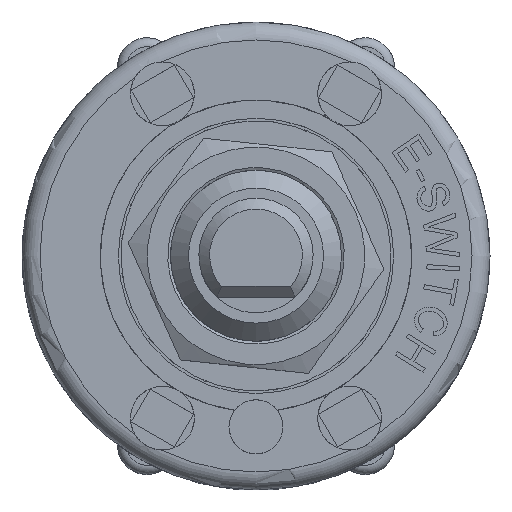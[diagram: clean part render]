
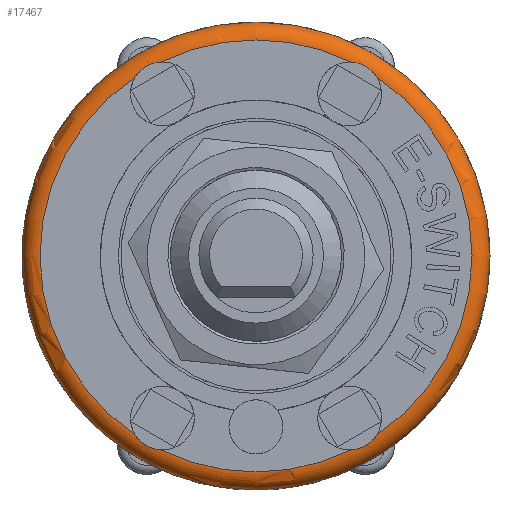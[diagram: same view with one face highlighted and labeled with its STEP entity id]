
A CAD part, top view. The second image highlights one B-rep face of the part: STEP entity #17467.
In plain terms, the highlighted toroidal (fillet/blend) face has major radius 12 mm and minor radius 1 mm.
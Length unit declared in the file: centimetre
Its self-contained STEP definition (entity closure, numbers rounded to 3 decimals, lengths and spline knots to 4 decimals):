
#26=TOROIDAL_SURFACE('',#18533,1.2,0.1);
#1276=B_SPLINE_CURVE_WITH_KNOTS('',3,(#29952,#29953,#29954,#29955,#29956,
#29957,#29958,#29959,#29960,#29961,#29962,#29963),.UNSPECIFIED.,.F.,.F.,
(4,2,2,2,2,4),(-0.2692,-0.2446,-0.216,
-0.1921,-0.1645,-0.1357),.UNSPECIFIED.);
#1277=B_SPLINE_CURVE_WITH_KNOTS('',3,(#29975,#29976,#29977,#29978,#29979,
#29980,#29981,#29982,#29983,#29984,#29985,#29986),.UNSPECIFIED.,.F.,.F.,
(4,2,2,2,2,4),(-0.2692,-0.2446,-0.216,
-0.1921,-0.1645,-0.1357),.UNSPECIFIED.);
#1278=B_SPLINE_CURVE_WITH_KNOTS('',3,(#30003,#30004,#30005,#30006,#30007,
#30008,#30009,#30010,#30011,#30012,#30013,#30014),.UNSPECIFIED.,.F.,.F.,
(4,2,2,2,2,4),(-0.2692,-0.2446,-0.216,
-0.1921,-0.1645,-0.1357),.UNSPECIFIED.);
#1279=B_SPLINE_CURVE_WITH_KNOTS('',3,(#30036,#30037,#30038,#30039,#30040,
#30041,#30042,#30043,#30044,#30045,#30046,#30047),.UNSPECIFIED.,.F.,.F.,
(4,2,2,2,2,4),(-0.2692,-0.2446,-0.216,
-0.1921,-0.1645,-0.1357),.UNSPECIFIED.);
#2157=FACE_OUTER_BOUND('',#3178,.T.);
#3178=EDGE_LOOP('',(#16134,#16135,#16136,#16137,#16138,#16139,#16140,#16141,
#16142,#16143,#16144,#16145));
#7172=CIRCLE('',#18486,1.3);
#7199=CIRCLE('',#18534,0.1);
#7200=CIRCLE('',#18535,1.2);
#7201=CIRCLE('',#18536,1.2);
#7202=CIRCLE('',#18537,1.2);
#7203=CIRCLE('',#18538,1.2);
#7204=CIRCLE('',#18539,1.2);
#8827=VERTEX_POINT('',#29914);
#8835=VERTEX_POINT('',#29950);
#8836=VERTEX_POINT('',#29951);
#8839=VERTEX_POINT('',#29973);
#8840=VERTEX_POINT('',#29974);
#8845=VERTEX_POINT('',#30001);
#8846=VERTEX_POINT('',#30002);
#8853=VERTEX_POINT('',#30034);
#8854=VERTEX_POINT('',#30035);
#8857=VERTEX_POINT('',#30057);
#11298=EDGE_CURVE('',#8827,#8827,#7172,.T.);
#11316=EDGE_CURVE('',#8835,#8836,#1276,.T.);
#11322=EDGE_CURVE('',#8839,#8840,#1277,.T.);
#11330=EDGE_CURVE('',#8845,#8846,#1278,.T.);
#11340=EDGE_CURVE('',#8853,#8854,#1279,.T.);
#11346=EDGE_CURVE('',#8827,#8857,#7199,.T.);
#11347=EDGE_CURVE('',#8857,#8845,#7200,.T.);
#11348=EDGE_CURVE('',#8846,#8839,#7201,.T.);
#11349=EDGE_CURVE('',#8840,#8835,#7202,.T.);
#11350=EDGE_CURVE('',#8836,#8853,#7203,.T.);
#11351=EDGE_CURVE('',#8854,#8857,#7204,.T.);
#16134=ORIENTED_EDGE('',*,*,#11298,.T.);
#16135=ORIENTED_EDGE('',*,*,#11346,.T.);
#16136=ORIENTED_EDGE('',*,*,#11347,.T.);
#16137=ORIENTED_EDGE('',*,*,#11330,.T.);
#16138=ORIENTED_EDGE('',*,*,#11348,.T.);
#16139=ORIENTED_EDGE('',*,*,#11322,.T.);
#16140=ORIENTED_EDGE('',*,*,#11349,.T.);
#16141=ORIENTED_EDGE('',*,*,#11316,.T.);
#16142=ORIENTED_EDGE('',*,*,#11350,.T.);
#16143=ORIENTED_EDGE('',*,*,#11340,.T.);
#16144=ORIENTED_EDGE('',*,*,#11351,.T.);
#16145=ORIENTED_EDGE('',*,*,#11346,.F.);
#17467=ADVANCED_FACE('',(#2157),#26,.T.);
#18486=AXIS2_PLACEMENT_3D('',#29915,#22310,#22311);
#18533=AXIS2_PLACEMENT_3D('',#30056,#22421,#22422);
#18534=AXIS2_PLACEMENT_3D('',#30058,#22423,#22424);
#18535=AXIS2_PLACEMENT_3D('',#30059,#22425,#22426);
#18536=AXIS2_PLACEMENT_3D('',#30060,#22427,#22428);
#18537=AXIS2_PLACEMENT_3D('',#30061,#22429,#22430);
#18538=AXIS2_PLACEMENT_3D('',#30062,#22431,#22432);
#18539=AXIS2_PLACEMENT_3D('',#30063,#22433,#22434);
#22310=DIRECTION('center_axis',(0.,0.,1.));
#22311=DIRECTION('ref_axis',(-1.,0.,0.));
#22421=DIRECTION('center_axis',(0.,0.,-1.));
#22422=DIRECTION('ref_axis',(-1.,0.,0.));
#22423=DIRECTION('center_axis',(0.,-1.,0.));
#22424=DIRECTION('ref_axis',(1.,0.,0.));
#22425=DIRECTION('center_axis',(0.,0.,-1.));
#22426=DIRECTION('ref_axis',(-1.,0.,0.));
#22427=DIRECTION('center_axis',(0.,0.,-1.));
#22428=DIRECTION('ref_axis',(-1.,0.,0.));
#22429=DIRECTION('center_axis',(0.,0.,-1.));
#22430=DIRECTION('ref_axis',(-1.,0.,0.));
#22431=DIRECTION('center_axis',(0.,0.,-1.));
#22432=DIRECTION('ref_axis',(-1.,0.,0.));
#22433=DIRECTION('center_axis',(0.,0.,-1.));
#22434=DIRECTION('ref_axis',(-1.,0.,0.));
#29914=CARTESIAN_POINT('',(1.3,0.,0.95));
#29915=CARTESIAN_POINT('Origin',(0.,0.,0.95));
#29950=CARTESIAN_POINT('',(-0.67,0.9955,1.05));
#29951=CARTESIAN_POINT('',(-0.5271,1.078,1.05));
#29952=CARTESIAN_POINT('Ctrl Pts',(-0.67,0.9955,
1.05));
#29953=CARTESIAN_POINT('Ctrl Pts',(-0.6646,1.0041,
1.05));
#29954=CARTESIAN_POINT('Ctrl Pts',(-0.6583,1.0124,
1.0498));
#29955=CARTESIAN_POINT('Ctrl Pts',(-0.6428,1.0294,
1.0491));
#29956=CARTESIAN_POINT('Ctrl Pts',(-0.6335,1.0377,
1.0488));
#29957=CARTESIAN_POINT('Ctrl Pts',(-0.615,1.051,1.0484));
#29958=CARTESIAN_POINT('Ctrl Pts',(-0.6061,1.0563,
1.0484));
#29959=CARTESIAN_POINT('Ctrl Pts',(-0.5859,1.0659,1.0487));
#29960=CARTESIAN_POINT('Ctrl Pts',(-0.5747,1.07,1.049));
#29961=CARTESIAN_POINT('Ctrl Pts',(-0.551,1.0759,1.0497));
#29962=CARTESIAN_POINT('Ctrl Pts',(-0.539,1.0775,
1.05));
#29963=CARTESIAN_POINT('Ctrl Pts',(-0.5271,1.078,
1.05));
#29973=CARTESIAN_POINT('',(-0.5271,-1.078,1.05));
#29974=CARTESIAN_POINT('',(-0.67,-0.9955,1.05));
#29975=CARTESIAN_POINT('Ctrl Pts',(-0.5271,-1.078,
1.05));
#29976=CARTESIAN_POINT('Ctrl Pts',(-0.5373,-1.0776,
1.05));
#29977=CARTESIAN_POINT('Ctrl Pts',(-0.5476,-1.0763,
1.0498));
#29978=CARTESIAN_POINT('Ctrl Pts',(-0.5701,-1.0714,1.0491));
#29979=CARTESIAN_POINT('Ctrl Pts',(-0.5819,-1.0675,
1.0488));
#29980=CARTESIAN_POINT('Ctrl Pts',(-0.6027,-1.0581,
1.0484));
#29981=CARTESIAN_POINT('Ctrl Pts',(-0.6117,-1.053,
1.0484));
#29982=CARTESIAN_POINT('Ctrl Pts',(-0.6301,-1.0404,
1.0487));
#29983=CARTESIAN_POINT('Ctrl Pts',(-0.6393,-1.0327,
1.049));
#29984=CARTESIAN_POINT('Ctrl Pts',(-0.6562,-1.0151,
1.0497));
#29985=CARTESIAN_POINT('Ctrl Pts',(-0.6637,-1.0055,
1.05));
#29986=CARTESIAN_POINT('Ctrl Pts',(-0.67,-0.9955,
1.05));
#30001=CARTESIAN_POINT('',(0.67,-0.9955,1.05));
#30002=CARTESIAN_POINT('',(0.5271,-1.078,1.05));
#30003=CARTESIAN_POINT('Ctrl Pts',(0.67,-0.9955,
1.05));
#30004=CARTESIAN_POINT('Ctrl Pts',(0.6646,-1.0041,
1.05));
#30005=CARTESIAN_POINT('Ctrl Pts',(0.6583,-1.0124,
1.0498));
#30006=CARTESIAN_POINT('Ctrl Pts',(0.6428,-1.0294,
1.0491));
#30007=CARTESIAN_POINT('Ctrl Pts',(0.6335,-1.0377,
1.0488));
#30008=CARTESIAN_POINT('Ctrl Pts',(0.615,-1.051,
1.0484));
#30009=CARTESIAN_POINT('Ctrl Pts',(0.6061,-1.0563,
1.0484));
#30010=CARTESIAN_POINT('Ctrl Pts',(0.5859,-1.0659,1.0487));
#30011=CARTESIAN_POINT('Ctrl Pts',(0.5747,-1.07,1.049));
#30012=CARTESIAN_POINT('Ctrl Pts',(0.551,-1.0759,
1.0497));
#30013=CARTESIAN_POINT('Ctrl Pts',(0.539,-1.0775,
1.05));
#30014=CARTESIAN_POINT('Ctrl Pts',(0.5271,-1.078,
1.05));
#30034=CARTESIAN_POINT('',(0.5271,1.078,1.05));
#30035=CARTESIAN_POINT('',(0.67,0.9955,1.05));
#30036=CARTESIAN_POINT('Ctrl Pts',(0.5271,1.078,1.05));
#30037=CARTESIAN_POINT('Ctrl Pts',(0.5373,1.0776,1.05));
#30038=CARTESIAN_POINT('Ctrl Pts',(0.5476,1.0763,1.0498));
#30039=CARTESIAN_POINT('Ctrl Pts',(0.5701,1.0714,1.0491));
#30040=CARTESIAN_POINT('Ctrl Pts',(0.5819,1.0675,1.0488));
#30041=CARTESIAN_POINT('Ctrl Pts',(0.6027,1.0581,1.0484));
#30042=CARTESIAN_POINT('Ctrl Pts',(0.6117,1.053,1.0484));
#30043=CARTESIAN_POINT('Ctrl Pts',(0.6301,1.0404,1.0487));
#30044=CARTESIAN_POINT('Ctrl Pts',(0.6393,1.0327,1.049));
#30045=CARTESIAN_POINT('Ctrl Pts',(0.6562,1.0151,1.0497));
#30046=CARTESIAN_POINT('Ctrl Pts',(0.6637,1.0055,1.05));
#30047=CARTESIAN_POINT('Ctrl Pts',(0.67,0.9955,
1.05));
#30056=CARTESIAN_POINT('Origin',(0.,0.,0.95));
#30057=CARTESIAN_POINT('',(1.2,0.,1.05));
#30058=CARTESIAN_POINT('Origin',(1.2,0.,0.95));
#30059=CARTESIAN_POINT('Origin',(0.,0.,1.05));
#30060=CARTESIAN_POINT('Origin',(0.,0.,1.05));
#30061=CARTESIAN_POINT('Origin',(0.,0.,1.05));
#30062=CARTESIAN_POINT('Origin',(0.,0.,1.05));
#30063=CARTESIAN_POINT('Origin',(0.,0.,1.05));
